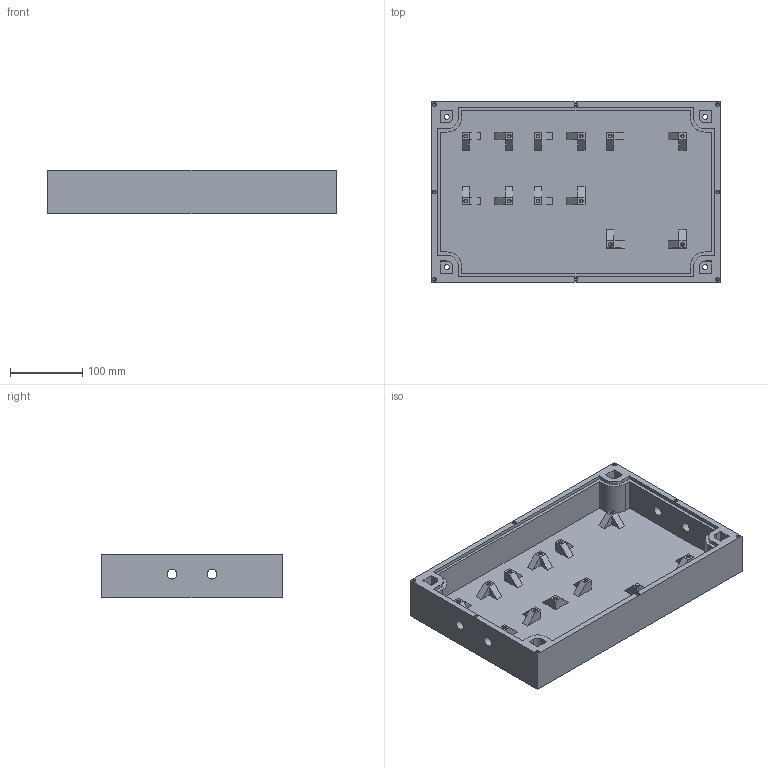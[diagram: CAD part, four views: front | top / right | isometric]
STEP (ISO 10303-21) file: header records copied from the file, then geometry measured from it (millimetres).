
FILE_DESCRIPTION(/* description */ (''),/* implementation_level */ '2;1');
FILE_NAME(/* name */ 'EleBox_unten.stp',/* time_stamp */ '2025-01-13T19:50:15+01:00',/* author */ ('raphi'),/* organization */ (''),/* preprocessor_version */ 'ST-DEVELOPER v20',/* originating_system */ 'Autodesk Inventor 2024',/* authorisation */ '');
FILE_SCHEMA (('AUTOMOTIVE_DESIGN { 1 0 10303 214 3 1 1 }'));
Length unit declared in the file: millimetre
Products named in the file (1): EleBox_unten
Bounding box: 400 x 250 x 60 mm (x, y, z)
Volume: 1888869.5 mm3; surface area: 363436.6 mm2
Topology: 1 solids, 1 shells, 216 faces, 544 edges, 348 vertices
Faces by surface type: plane 136, cylinder 40, cone 40
Full cylindrical faces by diameter (mm): 4.25 x20, 7 x4, 13.5 x4
Entity records: 6371 total; most frequent: CARTESIAN_POINT 1089, DIRECTION 1078, ORIENTED_EDGE 1048, EDGE_CURVE 524, LINE 404, VECTOR 404, VERTEX_POINT 348, AXIS2_PLACEMENT_3D 337
